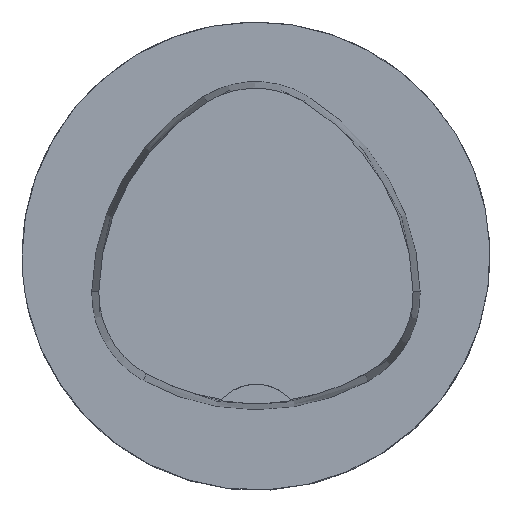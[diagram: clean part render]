
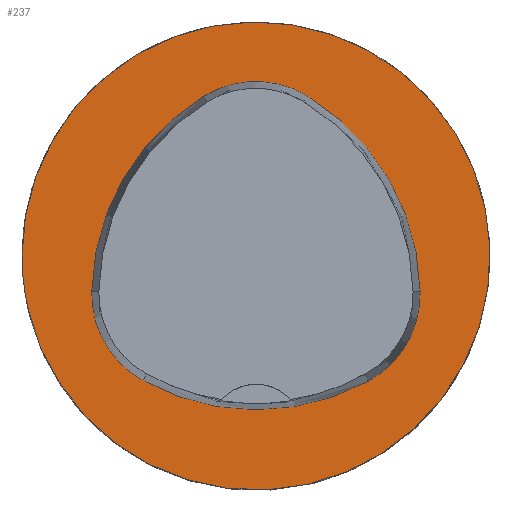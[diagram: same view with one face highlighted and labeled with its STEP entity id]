
A CAD part, top view. The second image highlights one B-rep face of the part: STEP entity #237.
In plain terms, the highlighted planar face has unit normal (0, 0, 1).
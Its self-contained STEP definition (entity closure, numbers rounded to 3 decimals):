
#119=FACE_BOUND('',#442,.T.);
#120=FACE_BOUND('',#443,.T.);
#161=CIRCLE('',#1557,20.);
#162=CIRCLE('',#1567,20.);
#164=CIRCLE('',#1570,8.5);
#166=CIRCLE('',#1573,20.);
#168=CIRCLE('',#1576,8.5);
#172=CIRCLE('',#1581,20.);
#174=CIRCLE('',#1584,8.5);
#237=ADVANCED_FACE('',(#119,#120),#301,.T.);
#301=PLANE('',#1589);
#442=EDGE_LOOP('',(#688,#689,#690,#691,#692,#693));
#443=EDGE_LOOP('',(#694));
#688=ORIENTED_EDGE('',*,*,#1157,.T.);
#689=ORIENTED_EDGE('',*,*,#1137,.T.);
#690=ORIENTED_EDGE('',*,*,#1141,.T.);
#691=ORIENTED_EDGE('',*,*,#1144,.T.);
#692=ORIENTED_EDGE('',*,*,#1147,.T.);
#693=ORIENTED_EDGE('',*,*,#1155,.T.);
#694=ORIENTED_EDGE('',*,*,#1120,.F.);
#973=VERTEX_POINT('',#2313);
#990=VERTEX_POINT('',#2348);
#991=VERTEX_POINT('',#2349);
#994=VERTEX_POINT('',#2357);
#996=VERTEX_POINT('',#2363);
#998=VERTEX_POINT('',#2369);
#1005=VERTEX_POINT('',#2390);
#1120=EDGE_CURVE('',#973,#973,#161,.T.);
#1137=EDGE_CURVE('',#990,#991,#162,.T.);
#1141=EDGE_CURVE('',#991,#994,#164,.T.);
#1144=EDGE_CURVE('',#994,#996,#166,.T.);
#1147=EDGE_CURVE('',#996,#998,#168,.T.);
#1155=EDGE_CURVE('',#998,#1005,#172,.T.);
#1157=EDGE_CURVE('',#1005,#990,#174,.T.);
#1557=AXIS2_PLACEMENT_3D('',#2312,#1809,#1810);
#1567=AXIS2_PLACEMENT_3D('',#2347,#1837,#1838);
#1570=AXIS2_PLACEMENT_3D('',#2356,#1845,#1846);
#1573=AXIS2_PLACEMENT_3D('',#2362,#1852,#1853);
#1576=AXIS2_PLACEMENT_3D('',#2368,#1859,#1860);
#1581=AXIS2_PLACEMENT_3D('',#2391,#1871,#1872);
#1584=AXIS2_PLACEMENT_3D('',#2394,#1877,#1878);
#1589=AXIS2_PLACEMENT_3D('',#2399,#1887,#1888);
#1809=DIRECTION('',(0.,0.,-1.));
#1810=DIRECTION('',(-1.,0.,0.));
#1837=DIRECTION('',(0.,0.,-1.));
#1838=DIRECTION('',(-1.,0.,0.));
#1845=DIRECTION('',(0.,0.,-1.));
#1846=DIRECTION('',(-1.,0.,0.));
#1852=DIRECTION('',(0.,0.,-1.));
#1853=DIRECTION('',(-1.,0.,0.));
#1859=DIRECTION('',(0.,0.,-1.));
#1860=DIRECTION('',(-1.,0.,0.));
#1871=DIRECTION('',(0.,0.,-1.));
#1872=DIRECTION('',(-1.,0.,0.));
#1877=DIRECTION('',(0.,0.,-1.));
#1878=DIRECTION('',(-1.,0.,0.));
#1887=DIRECTION('',(0.,0.,1.));
#1888=DIRECTION('',(-1.,0.,0.));
#2312=CARTESIAN_POINT('',(0.,0.,0.));
#2313=CARTESIAN_POINT('',(-20.,0.,0.));
#2347=CARTESIAN_POINT('',(5.955,-3.414,0.));
#2348=CARTESIAN_POINT('',(-14.041,-3.042,0.));
#2349=CARTESIAN_POINT('',(-4.472,13.653,0.));
#2356=CARTESIAN_POINT('',(-0.04,6.4,0.));
#2357=CARTESIAN_POINT('',(4.347,13.68,0.));
#2362=CARTESIAN_POINT('',(-5.976,-3.45,0.));
#2363=CARTESIAN_POINT('',(14.021,-3.075,0.));
#2368=CARTESIAN_POINT('',(5.522,-3.235,0.));
#2369=CARTESIAN_POINT('',(9.588,-10.699,0.));
#2390=CARTESIAN_POINT('',(-9.655,-10.639,0.));
#2391=CARTESIAN_POINT('',(0.022,6.864,0.));
#2394=CARTESIAN_POINT('',(-5.543,-3.2,0.));
#2399=CARTESIAN_POINT('',(0.,0.,0.));
